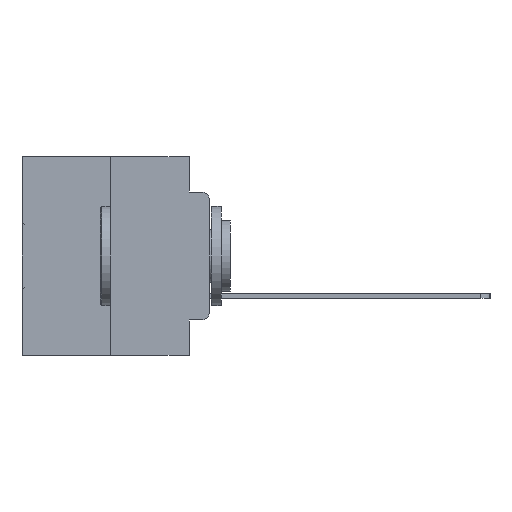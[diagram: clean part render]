
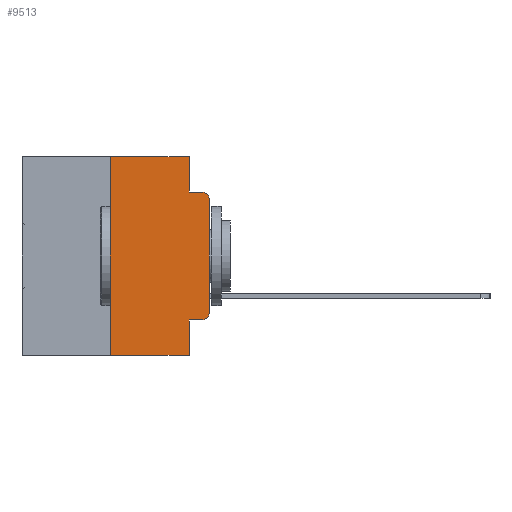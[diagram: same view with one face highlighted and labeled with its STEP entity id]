
A CAD part, left-side view. The second image highlights one B-rep face of the part: STEP entity #9513.
In plain terms, the highlighted planar face has unit normal (-1, 0, 0).
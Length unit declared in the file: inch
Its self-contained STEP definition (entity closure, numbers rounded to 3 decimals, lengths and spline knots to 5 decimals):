
#707 = CIRCLE ( 'NONE', #21931, 0.02 ) ;
#828 = VECTOR ( 'NONE', #10428, 39.37008 ) ;
#981 = VECTOR ( 'NONE', #11414, 39.37008 ) ;
#1467 = DIRECTION ( 'NONE',  ( 0., 0., -1. ) ) ;
#1907 = EDGE_LOOP ( 'NONE', ( #3076, #3697, #4002, #4167, #5561, #5628, #6174, #6698, #6763, #7006 ) ) ;
#2338 = DIRECTION ( 'NONE',  ( 0., 0., -1. ) ) ;
#2448 = CARTESIAN_POINT ( 'NONE',  ( 0., 0.051, -0.0885 ) ) ;
#2465 = DIRECTION ( 'NONE',  ( 1., 0., 0. ) ) ;
#2831 = VERTEX_POINT ( 'NONE', #24120 ) ;
#3076 = ORIENTED_EDGE ( 'NONE', *, *, #6622, .T. ) ;
#3369 = LINE ( 'NONE', #6464, #10344 ) ;
#3492 = DIRECTION ( 'NONE',  ( 0., 0., -1. ) ) ;
#3697 = ORIENTED_EDGE ( 'NONE', *, *, #32695, .T. ) ;
#3754 = EDGE_CURVE ( 'NONE', #25615, #28389, #21779, .T. ) ;
#3915 = CARTESIAN_POINT ( 'NONE',  ( 0., 0.25, -0.5 ) ) ;
#4002 = ORIENTED_EDGE ( 'NONE', *, *, #26105, .F. ) ;
#4167 = ORIENTED_EDGE ( 'NONE', *, *, #22847, .F. ) ;
#4808 = VECTOR ( 'NONE', #16992, 39.37008 ) ;
#5059 = CARTESIAN_POINT ( 'NONE',  ( 0., 0.25, 0. ) ) ;
#5137 = VECTOR ( 'NONE', #10911, 39.37008 ) ;
#5210 = EDGE_CURVE ( 'NONE', #2831, #20827, #18947, .T. ) ;
#5561 = ORIENTED_EDGE ( 'NONE', *, *, #5210, .F. ) ;
#5628 = ORIENTED_EDGE ( 'NONE', *, *, #17759, .F. ) ;
#6090 = FACE_OUTER_BOUND ( 'NONE', #1907, .T. ) ;
#6174 = ORIENTED_EDGE ( 'NONE', *, *, #20810, .T. ) ;
#6464 = CARTESIAN_POINT ( 'NONE',  ( 0., 0., 0. ) ) ;
#6622 = EDGE_CURVE ( 'NONE', #28171, #14819, #3369, .T. ) ;
#6698 = ORIENTED_EDGE ( 'NONE', *, *, #12525, .F. ) ;
#6763 = ORIENTED_EDGE ( 'NONE', *, *, #3754, .T. ) ;
#7006 = ORIENTED_EDGE ( 'NONE', *, *, #29979, .T. ) ;
#7916 = CARTESIAN_POINT ( 'NONE',  ( 0., 0.051, -0.0885 ) ) ;
#8247 = CARTESIAN_POINT ( 'NONE',  ( 0., 0.02, -0.3915 ) ) ;
#8382 = VERTEX_POINT ( 'NONE', #33107 ) ;
#9513 = ADVANCED_FACE ( 'NONE', ( #6090 ), #18117, .F. ) ;
#10344 = VECTOR ( 'NONE', #24407, 39.37008 ) ;
#10428 = DIRECTION ( 'NONE',  ( 0., 0., 1. ) ) ;
#10855 = DIRECTION ( 'NONE',  ( 0., 0., -1. ) ) ;
#10911 = DIRECTION ( 'NONE',  ( 0., -1., 0. ) ) ;
#11414 = DIRECTION ( 'NONE',  ( 0., -1., 0. ) ) ;
#11581 = VERTEX_POINT ( 'NONE', #7916 ) ;
#11745 = LINE ( 'NONE', #22004, #4808 ) ;
#12525 = EDGE_CURVE ( 'NONE', #25615, #8382, #14080, .T. ) ;
#14080 = LINE ( 'NONE', #29544, #20134 ) ;
#14498 = CARTESIAN_POINT ( 'NONE',  ( 0., 0.051, 0. ) ) ;
#14819 = VERTEX_POINT ( 'NONE', #15153 ) ;
#14836 = LINE ( 'NONE', #5059, #828 ) ;
#15153 = CARTESIAN_POINT ( 'NONE',  ( 0., 0., -0.1085 ) ) ;
#16321 = CARTESIAN_POINT ( 'NONE',  ( 0., 0.02, -0.0885 ) ) ;
#16490 = VECTOR ( 'NONE', #3492, 39.37008 ) ;
#16992 = DIRECTION ( 'NONE',  ( 0., -1., 0. ) ) ;
#17759 = EDGE_CURVE ( 'NONE', #31291, #2831, #14836, .T. ) ;
#17992 = DIRECTION ( 'NONE',  ( -1., 0., 0. ) ) ;
#18117 = PLANE ( 'NONE',  #31943 ) ;
#18524 = LINE ( 'NONE', #2448, #23285 ) ;
#18947 = LINE ( 'NONE', #30928, #5137 ) ;
#19092 = CARTESIAN_POINT ( 'NONE',  ( 0., 0.051, 0. ) ) ;
#20134 = VECTOR ( 'NONE', #1467, 39.37008 ) ;
#20678 = DIRECTION ( 'NONE',  ( 0., 0., -1. ) ) ;
#20810 = EDGE_CURVE ( 'NONE', #31291, #8382, #11745, .T. ) ;
#20827 = VERTEX_POINT ( 'NONE', #14498 ) ;
#20841 = AXIS2_PLACEMENT_3D ( 'NONE', #8247, #26065, #10855 ) ;
#21341 = CARTESIAN_POINT ( 'NONE',  ( 0., 0.051, -0.4115 ) ) ;
#21779 = LINE ( 'NONE', #28339, #981 ) ;
#21931 = AXIS2_PLACEMENT_3D ( 'NONE', #32812, #17992, #2338 ) ;
#22004 = CARTESIAN_POINT ( 'NONE',  ( 0., 0.473, -0.5 ) ) ;
#22847 = EDGE_CURVE ( 'NONE', #20827, #11581, #28960, .T. ) ;
#23285 = VECTOR ( 'NONE', #30320, 39.37008 ) ;
#24120 = CARTESIAN_POINT ( 'NONE',  ( 0., 0.25, 0. ) ) ;
#24407 = DIRECTION ( 'NONE',  ( 0., 0., 1. ) ) ;
#25615 = VERTEX_POINT ( 'NONE', #21341 ) ;
#26065 = DIRECTION ( 'NONE',  ( -1., 0., 0. ) ) ;
#26105 = EDGE_CURVE ( 'NONE', #11581, #32309, #18524, .T. ) ;
#26816 = CARTESIAN_POINT ( 'NONE',  ( 0., 0.02, -0.4115 ) ) ;
#28171 = VERTEX_POINT ( 'NONE', #28559 ) ;
#28339 = CARTESIAN_POINT ( 'NONE',  ( 0., 0.051, -0.4115 ) ) ;
#28389 = VERTEX_POINT ( 'NONE', #26816 ) ;
#28559 = CARTESIAN_POINT ( 'NONE',  ( 0., 0., -0.3915 ) ) ;
#28960 = LINE ( 'NONE', #19092, #16490 ) ;
#29512 = CIRCLE ( 'NONE', #20841, 0.02 ) ;
#29544 = CARTESIAN_POINT ( 'NONE',  ( 0., 0.051, 0. ) ) ;
#29979 = EDGE_CURVE ( 'NONE', #28389, #28171, #29512, .T. ) ;
#30320 = DIRECTION ( 'NONE',  ( 0., -1., 0. ) ) ;
#30434 = CARTESIAN_POINT ( 'NONE',  ( 0., 0.473, 0. ) ) ;
#30928 = CARTESIAN_POINT ( 'NONE',  ( 0., 0.473, 0. ) ) ;
#31291 = VERTEX_POINT ( 'NONE', #3915 ) ;
#31943 = AXIS2_PLACEMENT_3D ( 'NONE', #30434, #2465, #20678 ) ;
#32309 = VERTEX_POINT ( 'NONE', #16321 ) ;
#32695 = EDGE_CURVE ( 'NONE', #14819, #32309, #707, .T. ) ;
#32812 = CARTESIAN_POINT ( 'NONE',  ( 0., 0.02, -0.1085 ) ) ;
#33107 = CARTESIAN_POINT ( 'NONE',  ( 0., 0.051, -0.5 ) ) ;
